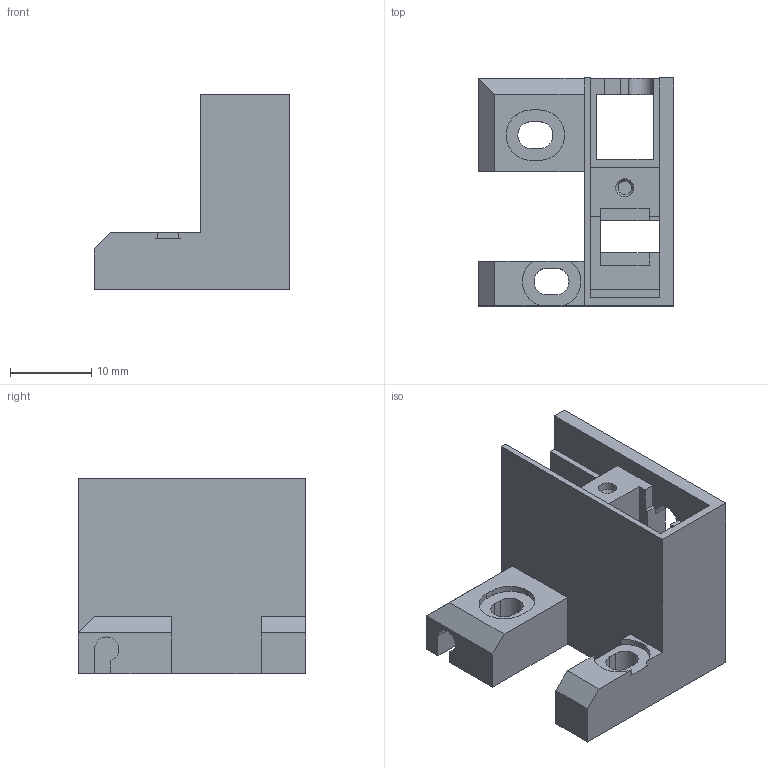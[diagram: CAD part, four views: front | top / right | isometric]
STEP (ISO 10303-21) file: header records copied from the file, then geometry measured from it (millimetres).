
FILE_DESCRIPTION(/* description */ (''),/* implementation_level */ '2;1');
FILE_NAME(/* name */ 'ir-sensor-holder-mmu.stp',/* time_stamp */ '2019-02-11T12:53:03+01:00',/* author */ ('PR'),/* organization */ (''),/* preprocessor_version */ 'ST-DEVELOPER v17',/* originating_system */ 'Autodesk Inventor 2019',/* authorisation */ '');
FILE_SCHEMA (('AUTOMOTIVE_DESIGN { 1 0 10303 214 3 1 1 }'));
Length unit declared in the file: millimetre
Products named in the file (1): ir-sensor-holder-mmu
Bounding box: 24 x 28 x 24 mm (x, y, z)
Volume: 5688.4 mm3; surface area: 4561.5 mm2
Topology: 1 solids, 1 shells, 70 faces, 209 edges, 139 vertices
Faces by surface type: plane 56, cylinder 13, cone 1
Full cylindrical faces by diameter (mm): 1.65 x1, 2.2 x1
Entity records: 2388 total; most frequent: CARTESIAN_POINT 419, ORIENTED_EDGE 418, DIRECTION 379, EDGE_CURVE 209, LINE 181, VECTOR 181, VERTEX_POINT 139, AXIS2_PLACEMENT_3D 99
